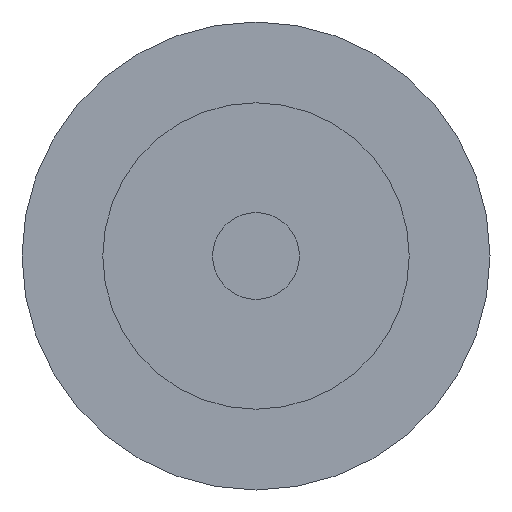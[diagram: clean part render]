
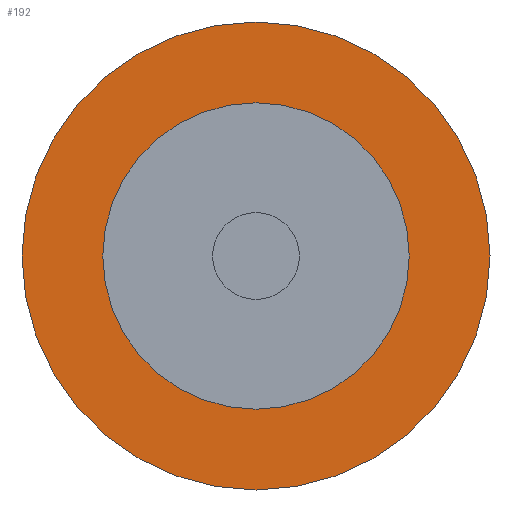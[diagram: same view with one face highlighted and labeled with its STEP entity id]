
A CAD part, front view. The second image highlights one B-rep face of the part: STEP entity #192.
In plain terms, the highlighted planar face has unit normal (0, -1, 0).
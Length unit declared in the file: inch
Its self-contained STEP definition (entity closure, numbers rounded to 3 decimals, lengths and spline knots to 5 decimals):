
#13 = CARTESIAN_POINT ( 'NONE',  ( 0., 0.75551, 0.19094 ) ) ;
#38 = EDGE_CURVE ( 'NONE', #247, #100, #330, .T. ) ;
#45 = CARTESIAN_POINT ( 'NONE',  ( 0., 0.75551, 0.125 ) ) ;
#46 = ORIENTED_EDGE ( 'NONE', *, *, #38, .T. ) ;
#55 = AXIS2_PLACEMENT_3D ( 'NONE', #98, #297, #196 ) ;
#68 = FACE_BOUND ( 'NONE', #307, .T. ) ;
#73 = AXIS2_PLACEMENT_3D ( 'NONE', #290, #194, #193 ) ;
#76 = ORIENTED_EDGE ( 'NONE', *, *, #208, .F. ) ;
#91 = CARTESIAN_POINT ( 'NONE',  ( 0., 0.75551, -0.125 ) ) ;
#93 = DIRECTION ( 'NONE',  ( 0., 1., 0. ) ) ;
#96 = DIRECTION ( 'NONE',  ( 0., 0., 1. ) ) ;
#98 = CARTESIAN_POINT ( 'NONE',  ( 0., 0.75551, 0. ) ) ;
#100 = VERTEX_POINT ( 'NONE', #91 ) ;
#105 = AXIS2_PLACEMENT_3D ( 'NONE', #291, #272, #329 ) ;
#164 = EDGE_CURVE ( 'NONE', #313, #199, #220, .T. ) ;
#171 = ORIENTED_EDGE ( 'NONE', *, *, #279, .T. ) ;
#176 = AXIS2_PLACEMENT_3D ( 'NONE', #222, #93, #96 ) ;
#192 = ADVANCED_FACE ( 'NONE', ( #218, #68 ), #243, .F. ) ;
#193 = DIRECTION ( 'NONE',  ( 0., 0., 1. ) ) ;
#194 = DIRECTION ( 'NONE',  ( 0., 1., 0. ) ) ;
#196 = DIRECTION ( 'NONE',  ( 0., 0., 1. ) ) ;
#199 = VERTEX_POINT ( 'NONE', #268 ) ;
#205 = CIRCLE ( 'NONE', #55, 0.19094 ) ;
#208 = EDGE_CURVE ( 'NONE', #199, #313, #205, .T. ) ;
#218 = FACE_OUTER_BOUND ( 'NONE', #326, .T. ) ;
#220 = CIRCLE ( 'NONE', #73, 0.19094 ) ;
#222 = CARTESIAN_POINT ( 'NONE',  ( 0., 0.75551, 0. ) ) ;
#242 = DIRECTION ( 'NONE',  ( 0., 0., 1. ) ) ;
#243 = PLANE ( 'NONE',  #105 ) ;
#247 = VERTEX_POINT ( 'NONE', #45 ) ;
#263 = CARTESIAN_POINT ( 'NONE',  ( 0., 0.75551, 0. ) ) ;
#268 = CARTESIAN_POINT ( 'NONE',  ( 0., 0.75551, -0.19094 ) ) ;
#272 = DIRECTION ( 'NONE',  ( 0., 1., 0. ) ) ;
#275 = CIRCLE ( 'NONE', #176, 0.125 ) ;
#279 = EDGE_CURVE ( 'NONE', #100, #247, #275, .T. ) ;
#282 = DIRECTION ( 'NONE',  ( 0., 1., 0. ) ) ;
#288 = AXIS2_PLACEMENT_3D ( 'NONE', #263, #282, #242 ) ;
#290 = CARTESIAN_POINT ( 'NONE',  ( 0., 0.75551, 0. ) ) ;
#291 = CARTESIAN_POINT ( 'NONE',  ( 0., 0.75551, 0. ) ) ;
#292 = ORIENTED_EDGE ( 'NONE', *, *, #164, .F. ) ;
#297 = DIRECTION ( 'NONE',  ( 0., 1., 0. ) ) ;
#307 = EDGE_LOOP ( 'NONE', ( #171, #46 ) ) ;
#313 = VERTEX_POINT ( 'NONE', #13 ) ;
#326 = EDGE_LOOP ( 'NONE', ( #76, #292 ) ) ;
#329 = DIRECTION ( 'NONE',  ( 0., 0., 1. ) ) ;
#330 = CIRCLE ( 'NONE', #288, 0.125 ) ;
